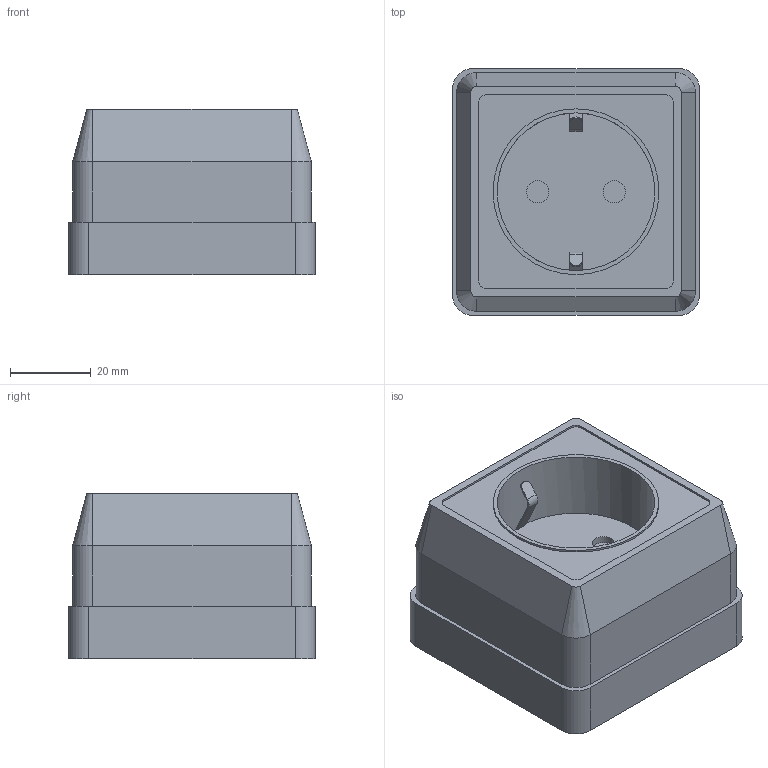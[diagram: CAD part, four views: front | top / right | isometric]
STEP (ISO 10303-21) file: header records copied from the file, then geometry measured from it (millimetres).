
FILE_DESCRIPTION (( 'STEP AP203' ), '1' );
FILE_NAME ('ERO14-K01-16-DC ÐÑø20-3-ÎÁ Ðîçåòêà 1ìåñòí. c çê ñ çàù.øòîð. 16À îòêð.óñò. ÎÊÒÀÂÀ (áåëûé).STEP', '2016-12-07T10:53:46', ( '' ), ( '' ), 'SwSTEP 2.0', 'SolidWorks 2014', '' );
FILE_SCHEMA (( 'CONFIG_CONTROL_DESIGN' ));
Length unit declared in the file: millimetre
Products named in the file (1): ERO14-K01-16-DC ÐÑø20-3-ÎÁ Ðîçåòêà 1ìåñòí. c çê ñ çàù.øòîð. 16À îòêð.óñò. ÎÊÒÀÂÀ (áåëûé)
Bounding box: 61 x 61 x 41 mm (x, y, z)
Volume: 33959.8 mm3; surface area: 34518.9 mm2
Topology: 1 solids, 1 shells, 105 faces, 266 edges, 173 vertices
Faces by surface type: plane 56, cylinder 41, cone 8
Full cylindrical faces by diameter (mm): 4.5 x4, 5.5 x2, 39 x1, 41 x1, 43 x1
Entity records: 3183 total; most frequent: DIRECTION 554, CARTESIAN_POINT 534, ORIENTED_EDGE 506, EDGE_CURVE 253, AXIS2_PLACEMENT_3D 197, VERTEX_POINT 169, VECTOR 160, LINE 160
